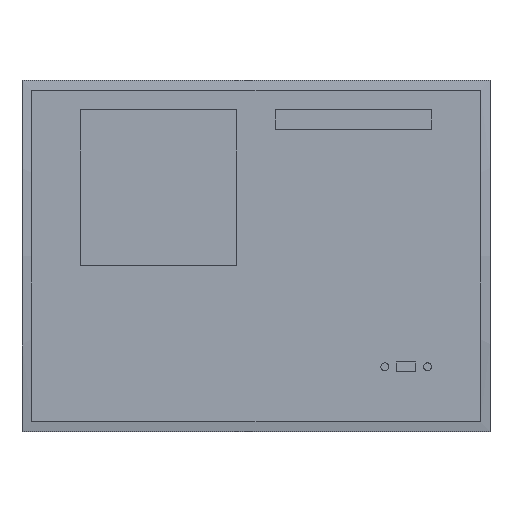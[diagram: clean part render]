
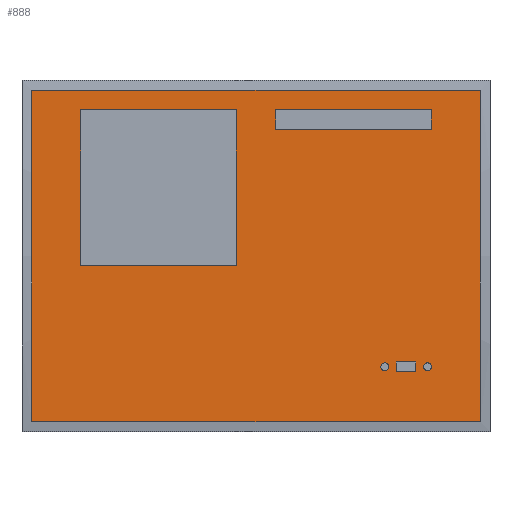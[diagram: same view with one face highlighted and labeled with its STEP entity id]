
A CAD part, top view. The second image highlights one B-rep face of the part: STEP entity #888.
In plain terms, the highlighted planar face has unit normal (0, 0, 1).
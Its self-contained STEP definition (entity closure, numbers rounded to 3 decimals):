
#130=CARTESIAN_POINT('',(171.,-54.839,64.408));
#131=VERTEX_POINT('',#130);
#140=CARTESIAN_POINT('',(169.,-56.839,64.408));
#141=VERTEX_POINT('',#140);
#142=CARTESIAN_POINT('',(171.,-56.839,64.408));
#143=DIRECTION('',(0.0,0.0,-1.0));
#144=DIRECTION('',(0.0,1.0,0.0));
#145=AXIS2_PLACEMENT_3D('',#142,#143,#144);
#146=CIRCLE('',#145,2.0);
#147=EDGE_CURVE('',#141,#131,#146,.T.);
#149=CARTESIAN_POINT('',(171.,-58.839,64.408));
#150=VERTEX_POINT('',#149);
#151=CARTESIAN_POINT('',(171.,-56.839,64.408));
#152=DIRECTION('',(0.0,0.0,-1.0));
#153=DIRECTION('',(0.0,1.0,0.0));
#154=AXIS2_PLACEMENT_3D('',#151,#152,#153);
#155=CIRCLE('',#154,2.0);
#156=EDGE_CURVE('',#150,#141,#155,.T.);
#181=CARTESIAN_POINT('',(195.0,-56.839,64.408));
#182=VERTEX_POINT('',#181);
#191=CARTESIAN_POINT('',(193.0,-54.839,64.408));
#192=VERTEX_POINT('',#191);
#193=CARTESIAN_POINT('',(193.0,-56.839,64.408));
#194=DIRECTION('',(0.0,0.0,-1.0));
#195=DIRECTION('',(1.0,0.0,0.0));
#196=AXIS2_PLACEMENT_3D('',#193,#194,#195);
#197=CIRCLE('',#196,2.0);
#198=EDGE_CURVE('',#192,#182,#197,.T.);
#200=CARTESIAN_POINT('',(191.0,-56.839,64.408));
#201=VERTEX_POINT('',#200);
#202=CARTESIAN_POINT('',(193.0,-56.839,64.408));
#203=DIRECTION('',(0.0,0.0,-1.0));
#204=DIRECTION('',(1.0,0.0,0.0));
#205=AXIS2_PLACEMENT_3D('',#202,#203,#204);
#206=CIRCLE('',#205,2.0);
#207=EDGE_CURVE('',#201,#192,#206,.T.);
#250=CARTESIAN_POINT('',(193.0,-56.839,64.408));
#251=DIRECTION('',(0.0,0.0,-1.0));
#252=DIRECTION('',(1.0,0.0,0.0));
#253=AXIS2_PLACEMENT_3D('',#250,#251,#252);
#254=CIRCLE('',#253,2.0);
#255=EDGE_CURVE('',#182,#201,#254,.T.);
#286=CARTESIAN_POINT('',(177.0,-59.339,64.408));
#287=VERTEX_POINT('',#286);
#294=CARTESIAN_POINT('',(187.0,-59.339,64.408));
#295=VERTEX_POINT('',#294);
#296=CARTESIAN_POINT('',(187.0,-59.339,64.408));
#297=DIRECTION('',(-1.0,0.0,0.0));
#298=VECTOR('',#297,10.0);
#299=LINE('',#296,#298);
#300=EDGE_CURVE('',#295,#287,#299,.T.);
#325=CARTESIAN_POINT('',(187.0,-54.339,64.408));
#326=VERTEX_POINT('',#325);
#327=CARTESIAN_POINT('',(187.0,-54.339,64.408));
#328=DIRECTION('',(0.0,-1.0,0.0));
#329=VECTOR('',#328,5.0);
#330=LINE('',#327,#329);
#331=EDGE_CURVE('',#326,#295,#330,.T.);
#356=CARTESIAN_POINT('',(177.0,-54.339,64.408));
#357=VERTEX_POINT('',#356);
#358=CARTESIAN_POINT('',(177.0,-54.339,64.408));
#359=DIRECTION('',(1.0,0.0,0.0));
#360=VECTOR('',#359,10.0);
#361=LINE('',#358,#360);
#362=EDGE_CURVE('',#357,#326,#361,.T.);
#385=CARTESIAN_POINT('',(177.0,-59.339,64.408));
#386=DIRECTION('',(0.0,1.0,0.0));
#387=VECTOR('',#386,5.0);
#388=LINE('',#385,#387);
#389=EDGE_CURVE('',#287,#357,#388,.T.);
#430=CARTESIAN_POINT('',(171.,-56.839,64.408));
#431=DIRECTION('',(0.0,0.0,-1.0));
#432=DIRECTION('',(0.0,1.0,0.0));
#433=AXIS2_PLACEMENT_3D('',#430,#431,#432);
#434=CIRCLE('',#433,2.0);
#435=EDGE_CURVE('',#131,#150,#434,.T.);
#466=CARTESIAN_POINT('',(195.0,75.0,64.408));
#467=VERTEX_POINT('',#466);
#474=CARTESIAN_POINT('',(115.0,75.0,64.408));
#475=VERTEX_POINT('',#474);
#476=CARTESIAN_POINT('',(115.0,75.0,64.408));
#477=DIRECTION('',(1.0,0.0,0.0));
#478=VECTOR('',#477,80.0);
#479=LINE('',#476,#478);
#480=EDGE_CURVE('',#475,#467,#479,.T.);
#505=CARTESIAN_POINT('',(115.0,65.0,64.408));
#506=VERTEX_POINT('',#505);
#507=CARTESIAN_POINT('',(115.0,65.0,64.408));
#508=DIRECTION('',(0.0,1.0,0.0));
#509=VECTOR('',#508,10.0);
#510=LINE('',#507,#509);
#511=EDGE_CURVE('',#506,#475,#510,.T.);
#536=CARTESIAN_POINT('',(195.0,65.0,64.408));
#537=VERTEX_POINT('',#536);
#538=CARTESIAN_POINT('',(195.0,65.0,64.408));
#539=DIRECTION('',(-1.0,0.0,0.0));
#540=VECTOR('',#539,80.0);
#541=LINE('',#538,#540);
#542=EDGE_CURVE('',#537,#506,#541,.T.);
#565=CARTESIAN_POINT('',(195.0,75.0,64.408));
#566=DIRECTION('',(0.0,-1.0,0.0));
#567=VECTOR('',#566,10.0);
#568=LINE('',#565,#567);
#569=EDGE_CURVE('',#467,#537,#568,.T.);
#602=CARTESIAN_POINT('',(15.0,75.0,64.408));
#603=VERTEX_POINT('',#602);
#610=CARTESIAN_POINT('',(15.0,-5.,64.408));
#611=VERTEX_POINT('',#610);
#612=CARTESIAN_POINT('',(15.0,-5.,64.408));
#613=DIRECTION('',(0.0,1.0,0.0));
#614=VECTOR('',#613,80.);
#615=LINE('',#612,#614);
#616=EDGE_CURVE('',#611,#603,#615,.T.);
#641=CARTESIAN_POINT('',(95.0,-5.,64.408));
#642=VERTEX_POINT('',#641);
#643=CARTESIAN_POINT('',(95.0,-5.,64.408));
#644=DIRECTION('',(-1.0,0.0,0.0));
#645=VECTOR('',#644,80.0);
#646=LINE('',#643,#645);
#647=EDGE_CURVE('',#642,#611,#646,.T.);
#672=CARTESIAN_POINT('',(95.0,75.0,64.408));
#673=VERTEX_POINT('',#672);
#674=CARTESIAN_POINT('',(95.0,75.0,64.408));
#675=DIRECTION('',(0.0,-1.0,0.0));
#676=VECTOR('',#675,80.);
#677=LINE('',#674,#676);
#678=EDGE_CURVE('',#673,#642,#677,.T.);
#701=CARTESIAN_POINT('',(15.0,75.0,64.408));
#702=DIRECTION('',(1.0,0.0,0.0));
#703=VECTOR('',#702,80.0);
#704=LINE('',#701,#703);
#705=EDGE_CURVE('',#603,#673,#704,.T.);
#738=CARTESIAN_POINT('',(220.0,-85.,64.408));
#739=VERTEX_POINT('',#738);
#746=CARTESIAN_POINT('',(-10.0,-85.,64.408));
#747=VERTEX_POINT('',#746);
#748=CARTESIAN_POINT('',(-10.0,-85.,64.408));
#749=DIRECTION('',(1.0,0.0,0.0));
#750=VECTOR('',#749,230.0);
#751=LINE('',#748,#750);
#752=EDGE_CURVE('',#747,#739,#751,.T.);
#778=CARTESIAN_POINT('',(-10.0,85.,64.408));
#779=VERTEX_POINT('',#778);
#780=CARTESIAN_POINT('',(-10.0,85.,64.408));
#781=DIRECTION('',(0.0,-1.0,0.0));
#782=VECTOR('',#781,170.0);
#783=LINE('',#780,#782);
#784=EDGE_CURVE('',#779,#747,#783,.T.);
#809=CARTESIAN_POINT('',(220.0,85.,64.408));
#810=VERTEX_POINT('',#809);
#811=CARTESIAN_POINT('',(220.0,85.,64.408));
#812=DIRECTION('',(-1.0,0.0,0.0));
#813=VECTOR('',#812,230.0);
#814=LINE('',#811,#813);
#815=EDGE_CURVE('',#810,#779,#814,.T.);
#839=CARTESIAN_POINT('',(220.0,-85.,64.408));
#840=DIRECTION('',(0.0,1.0,0.0));
#841=VECTOR('',#840,170.0);
#842=LINE('',#839,#841);
#843=EDGE_CURVE('',#739,#810,#842,.T.);
#849=CARTESIAN_POINT('',(105.,0.,64.408));
#850=DIRECTION('',(0.0,0.0,1.0));
#851=DIRECTION('',(1.0,0.0,0.0));
#852=AXIS2_PLACEMENT_3D('',#849,#850,#851);
#853=PLANE('',#852);
#854=ORIENTED_EDGE('',*,*,#784,.T.);
#855=ORIENTED_EDGE('',*,*,#752,.T.);
#856=ORIENTED_EDGE('',*,*,#843,.T.);
#857=ORIENTED_EDGE('',*,*,#815,.T.);
#858=EDGE_LOOP('',(#854,#855,#856,#857));
#859=FACE_OUTER_BOUND('',#858,.T.);
#860=ORIENTED_EDGE('',*,*,#198,.T.);
#861=ORIENTED_EDGE('',*,*,#255,.T.);
#862=ORIENTED_EDGE('',*,*,#207,.T.);
#863=EDGE_LOOP('',(#860,#861,#862));
#864=FACE_BOUND('',#863,.T.);
#865=ORIENTED_EDGE('',*,*,#300,.T.);
#866=ORIENTED_EDGE('',*,*,#389,.T.);
#867=ORIENTED_EDGE('',*,*,#362,.T.);
#868=ORIENTED_EDGE('',*,*,#331,.T.);
#869=EDGE_LOOP('',(#865,#866,#867,#868));
#870=FACE_BOUND('',#869,.T.);
#871=ORIENTED_EDGE('',*,*,#147,.T.);
#872=ORIENTED_EDGE('',*,*,#435,.T.);
#873=ORIENTED_EDGE('',*,*,#156,.T.);
#874=EDGE_LOOP('',(#871,#872,#873));
#875=FACE_BOUND('',#874,.T.);
#876=ORIENTED_EDGE('',*,*,#480,.T.);
#877=ORIENTED_EDGE('',*,*,#569,.T.);
#878=ORIENTED_EDGE('',*,*,#542,.T.);
#879=ORIENTED_EDGE('',*,*,#511,.T.);
#880=EDGE_LOOP('',(#876,#877,#878,#879));
#881=FACE_BOUND('',#880,.T.);
#882=ORIENTED_EDGE('',*,*,#616,.T.);
#883=ORIENTED_EDGE('',*,*,#705,.T.);
#884=ORIENTED_EDGE('',*,*,#678,.T.);
#885=ORIENTED_EDGE('',*,*,#647,.T.);
#886=EDGE_LOOP('',(#882,#883,#884,#885));
#887=FACE_BOUND('',#886,.T.);
#888=ADVANCED_FACE('',(#859,#864,#870,#875,#881,#887),#853,.T.);
